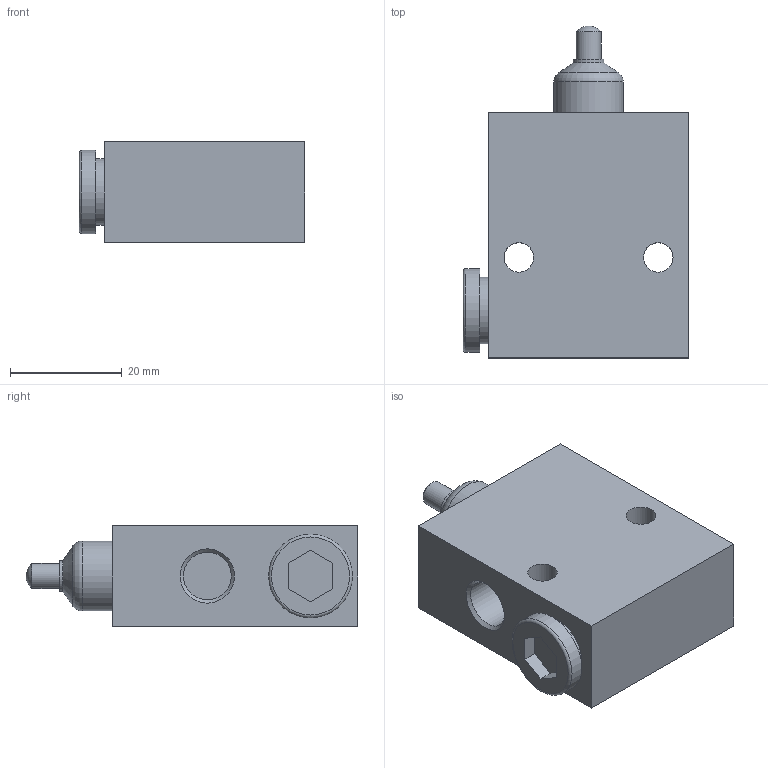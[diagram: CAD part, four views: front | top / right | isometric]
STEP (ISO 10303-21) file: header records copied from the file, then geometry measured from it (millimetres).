
FILE_DESCRIPTION(/* description */ ('STEP AP214'),/* implementation_level */ '2;1');
FILE_NAME(/* name */ '4938_V_O-3-1_8',/* time_stamp */ '2024-09-13T10:20:46+02:00',/* author */ ('License CC BY-ND 4.0'),/* organization */ ('CADENAS'),/* preprocessor_version */ 'ST-DEVELOPER v19.3',/* originating_system */ 'PARTsolutions',/* authorisation */ ' ');
FILE_SCHEMA (('AUTOMOTIVE_DESIGN {1 0 10303 214 3 1 1}'));
Length unit declared in the file: millimetre
Products named in the file (1): 4938 V/O-3-1/8---(0)
Bounding box: 40.5 x 59.5 x 18 mm (x, y, z)
Volume: 27297.7 mm3; surface area: 8473.6 mm2
Topology: 1 solids, 2 shells, 46 faces, 95 edges, 60 vertices
Faces by surface type: plane 21, cylinder 13, cone 9, torus 2, sphere 1
Full cylindrical faces by diameter (mm): 3.242 x2, 4.5 x1, 5.3 x2, 5.5 x1, 8.566 x4, 12 x1, 12.5 x1, 15 x1
Entity records: 1078 total; most frequent: DIRECTION 192, CARTESIAN_POINT 167, ORIENTED_EDGE 128, FACE_BOUND 84, EDGE_LOOP 82, AXIS2_PLACEMENT_3D 81, EDGE_CURVE 64, VERTEX_POINT 56
